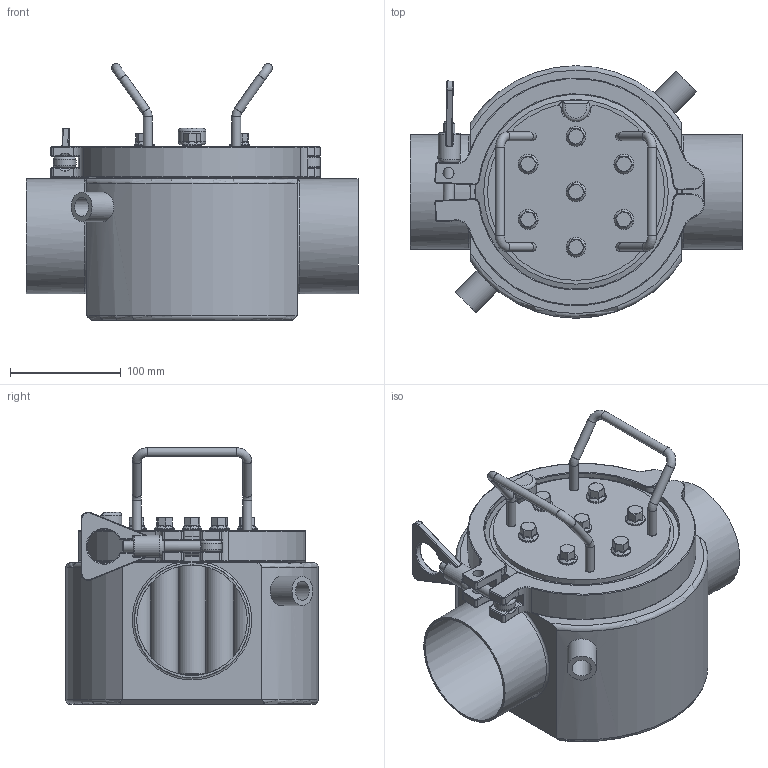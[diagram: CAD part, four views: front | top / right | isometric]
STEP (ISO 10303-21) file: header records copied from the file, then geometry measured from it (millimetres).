
FILE_DESCRIPTION(/* description */ (''),/* implementation_level */ '2;1');
FILE_NAME(/* name */ 'E0146470.stp',/* time_stamp */ '2022-01-20T14:43:27+01:00',/* author */ ('avd'),/* organization */ (''),/* preprocessor_version */ 'ST-DEVELOPER v18.1',/* originating_system */ 'Autodesk Inventor 2021',/* authorisation */ '');
FILE_SCHEMA (('CONFIG_CONTROL_DESIGN'));
Length unit declared in the file: millimetre
Products named in the file (1): Part40
Bounding box: 300 x 228 x 231.94 mm (x, y, z)
Volume: 2576618.8 mm3; surface area: 732313.5 mm2
Topology: 4 solids, 13 shells, 1004 faces, 2287 edges, 1335 vertices
Faces by surface type: cylinder 337, plane 255, torus 157, bspline 153, cone 98, sphere 4
Full cylindrical faces by diameter (mm): 0.01 x8, 4.134 x1, 5 x1, 6.647 x7, 8 x17, 8.1 x4, 8.2 x7, 9 x7, 10 x8, 10.25 x1, 13.7 x6, 14 x1, 16.9 x7, 17.294 x2, 18 x7, 20 x3, 24 x7, 24.8 x6, 25 x7, 26.5 x2, 35 x1, 35.2 x1, 100 x2, 104 x2, 156.07 x1, 156.8 x1, 161.2 x1, 170 x1, 183 x2
Entity records: 34298 total; most frequent: CARTESIAN_POINT 11639, DIRECTION 4539, ORIENTED_EDGE 4446, EDGE_CURVE 2223, AXIS2_PLACEMENT_3D 1964, VERTEX_POINT 1335, EDGE_LOOP 1124, CIRCLE 1092
